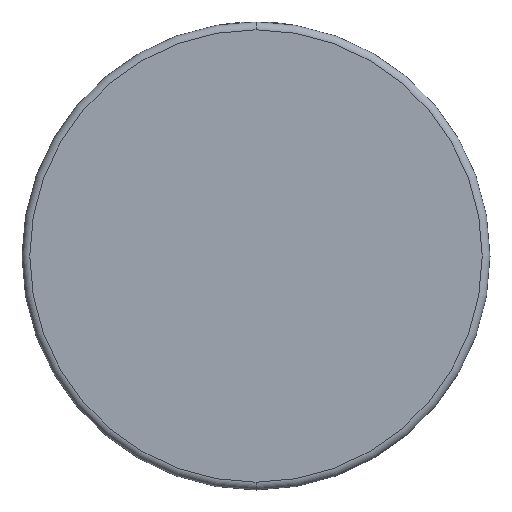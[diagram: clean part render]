
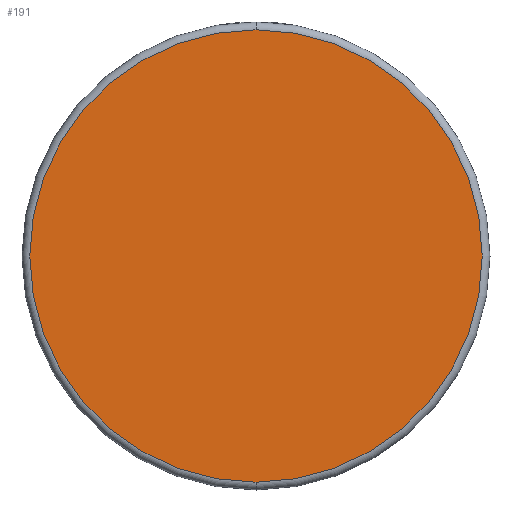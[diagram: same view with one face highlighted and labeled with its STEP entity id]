
A CAD part, front view. The second image highlights one B-rep face of the part: STEP entity #191.
In plain terms, the highlighted planar face has unit normal (0, -1, 0).
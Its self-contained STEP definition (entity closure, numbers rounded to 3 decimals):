
#8 = DIRECTION ( 'NONE',  ( 0., 0., -1. ) ) ;
#43 = DIRECTION ( 'NONE',  ( 0., 0., 1. ) ) ;
#80 = DIRECTION ( 'NONE',  ( 0., 1., 0. ) ) ;
#102 = DIRECTION ( 'NONE',  ( 0., -1., 0. ) ) ;
#128 = AXIS2_PLACEMENT_3D ( 'NONE', #414, #540, #324 ) ;
#144 = ORIENTED_EDGE ( 'NONE', *, *, #214, .T. ) ;
#148 = VERTEX_POINT ( 'NONE', #158 ) ;
#158 = CARTESIAN_POINT ( 'NONE',  ( 0., 0., 29. ) ) ;
#191 = ADVANCED_FACE ( 'NONE', ( #291 ), #202, .F. ) ;
#202 = PLANE ( 'NONE',  #213 ) ;
#213 = AXIS2_PLACEMENT_3D ( 'NONE', #389, #80, #43 ) ;
#214 = EDGE_CURVE ( 'NONE', #148, #454, #294, .T. ) ;
#291 = FACE_OUTER_BOUND ( 'NONE', #425, .T. ) ;
#294 = CIRCLE ( 'NONE', #466, 29. ) ;
#324 = DIRECTION ( 'NONE',  ( 0., 0., -1. ) ) ;
#337 = EDGE_CURVE ( 'NONE', #454, #148, #386, .T. ) ;
#381 = ORIENTED_EDGE ( 'NONE', *, *, #337, .T. ) ;
#386 = CIRCLE ( 'NONE', #128, 29. ) ;
#389 = CARTESIAN_POINT ( 'NONE',  ( -23., 0., 0. ) ) ;
#414 = CARTESIAN_POINT ( 'NONE',  ( 0., 0., 0. ) ) ;
#425 = EDGE_LOOP ( 'NONE', ( #381, #144 ) ) ;
#435 = CARTESIAN_POINT ( 'NONE',  ( 0., 0., 0. ) ) ;
#454 = VERTEX_POINT ( 'NONE', #550 ) ;
#466 = AXIS2_PLACEMENT_3D ( 'NONE', #435, #102, #8 ) ;
#540 = DIRECTION ( 'NONE',  ( 0., -1., 0. ) ) ;
#550 = CARTESIAN_POINT ( 'NONE',  ( 0., 0., -29. ) ) ;
